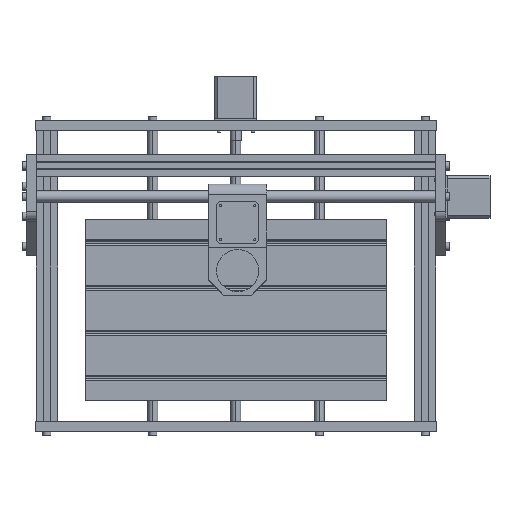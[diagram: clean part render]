
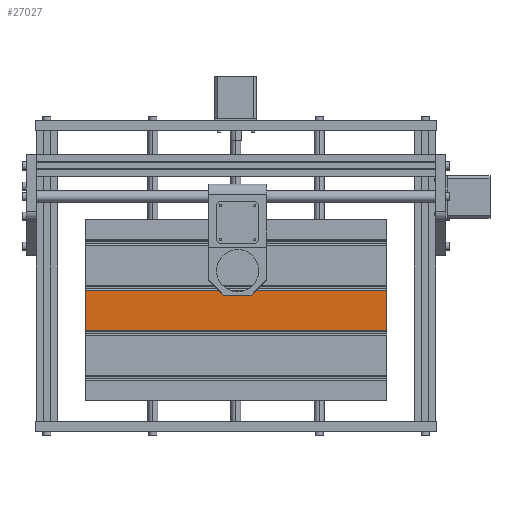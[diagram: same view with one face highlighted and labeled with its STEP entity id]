
A CAD part, top view. The second image highlights one B-rep face of the part: STEP entity #27027.
In plain terms, the highlighted planar face has unit normal (0, 0, 1).
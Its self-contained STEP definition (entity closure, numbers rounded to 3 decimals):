
#2703 = LINE ( 'NONE', #27388, #46215 ) ;
#3927 = CARTESIAN_POINT ( 'NONE',  ( 137.211, 78.168, 178.183 ) ) ;
#9166 = VECTOR ( 'NONE', #35999, 1000. ) ;
#9305 = DIRECTION ( 'NONE',  ( 0., -1., 0. ) ) ;
#12794 = FACE_OUTER_BOUND ( 'NONE', #25056, .T. ) ;
#19058 = CARTESIAN_POINT ( 'NONE',  ( 437.211, 38.168, 178.183 ) ) ;
#22074 = CARTESIAN_POINT ( 'NONE',  ( 137.211, 38.168, 178.183 ) ) ;
#22151 = VERTEX_POINT ( 'NONE', #3927 ) ;
#23949 = AXIS2_PLACEMENT_3D ( 'NONE', #43916, #33036, #36722 ) ;
#24545 = LINE ( 'NONE', #32524, #42869 ) ;
#25056 = EDGE_LOOP ( 'NONE', ( #40544, #45264, #30780, #35488 ) ) ;
#27027 = ADVANCED_FACE ( 'NONE', ( #12794 ), #33361, .T. ) ;
#27388 = CARTESIAN_POINT ( 'NONE',  ( 437.211, 58.168, 178.183 ) ) ;
#28024 = CARTESIAN_POINT ( 'NONE',  ( 137.211, 38.168, 178.183 ) ) ;
#29247 = DIRECTION ( 'NONE',  ( -1., 0., 0. ) ) ;
#30780 = ORIENTED_EDGE ( 'NONE', *, *, #36370, .T. ) ;
#32524 = CARTESIAN_POINT ( 'NONE',  ( 137.211, 78.168, 178.183 ) ) ;
#32613 = LINE ( 'NONE', #28024, #9166 ) ;
#32825 = VERTEX_POINT ( 'NONE', #22074 ) ;
#33036 = DIRECTION ( 'NONE',  ( 0., 0., 1. ) ) ;
#33356 = LINE ( 'NONE', #47343, #35634 ) ;
#33361 = PLANE ( 'NONE',  #23949 ) ;
#35488 = ORIENTED_EDGE ( 'NONE', *, *, #43220, .F. ) ;
#35634 = VECTOR ( 'NONE', #29247, 1000. ) ;
#35999 = DIRECTION ( 'NONE',  ( -1., 0., 0. ) ) ;
#36370 = EDGE_CURVE ( 'NONE', #22151, #32825, #24545, .T. ) ;
#36722 = DIRECTION ( 'NONE',  ( 0., -1., 0. ) ) ;
#40544 = ORIENTED_EDGE ( 'NONE', *, *, #44978, .F. ) ;
#42573 = CARTESIAN_POINT ( 'NONE',  ( 437.211, 78.168, 178.183 ) ) ;
#42761 = DIRECTION ( 'NONE',  ( 0., -1., 0. ) ) ;
#42869 = VECTOR ( 'NONE', #42761, 1000. ) ;
#43220 = EDGE_CURVE ( 'NONE', #44754, #32825, #32613, .T. ) ;
#43916 = CARTESIAN_POINT ( 'NONE',  ( 137.211, 78.168, 178.183 ) ) ;
#44754 = VERTEX_POINT ( 'NONE', #19058 ) ;
#44978 = EDGE_CURVE ( 'NONE', #46302, #44754, #2703, .T. ) ;
#45264 = ORIENTED_EDGE ( 'NONE', *, *, #47036, .T. ) ;
#46215 = VECTOR ( 'NONE', #9305, 1000. ) ;
#46302 = VERTEX_POINT ( 'NONE', #42573 ) ;
#47036 = EDGE_CURVE ( 'NONE', #46302, #22151, #33356, .T. ) ;
#47343 = CARTESIAN_POINT ( 'NONE',  ( 137.211, 78.168, 178.183 ) ) ;
